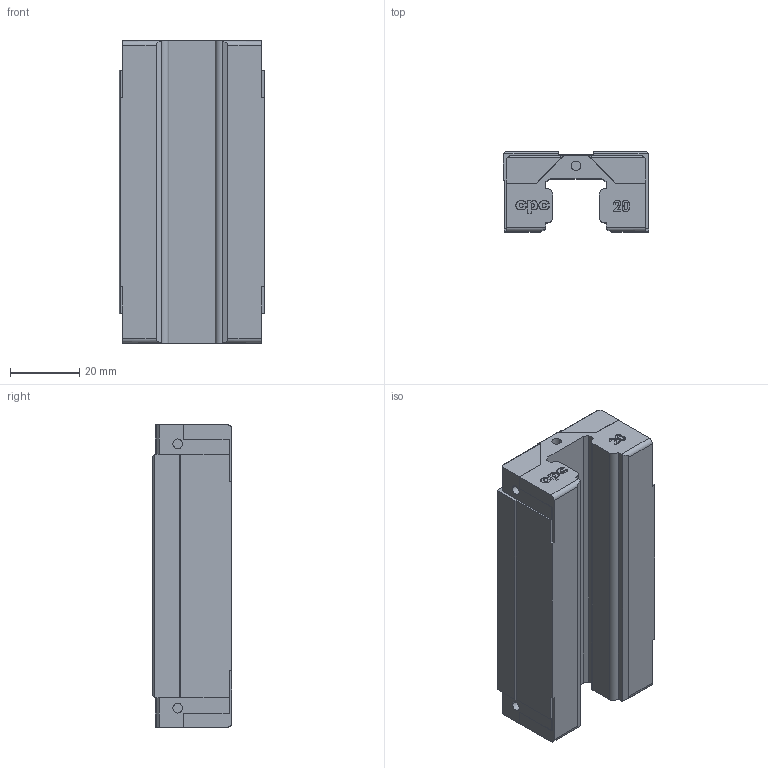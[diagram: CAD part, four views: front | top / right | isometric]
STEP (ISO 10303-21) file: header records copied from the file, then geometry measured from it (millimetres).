
FILE_DESCRIPTION (( 'STEP AP203' ), '1' );
FILE_NAME ('ARC20ML-block-new.STEP', '2013-09-02T06:07:21', ( 'CPC' ), ( '' ), 'SwSTEP 2.0', 'SolidWorks 2010', '' );
FILE_SCHEMA (( 'CONFIG_CONTROL_DESIGN' ));
Length unit declared in the file: millimetre
Products named in the file (1): ARC20ML-block-new
Bounding box: 42 x 23 x 87.2 mm (x, y, z)
Volume: 60960.3 mm3; surface area: 16457.4 mm2
Topology: 1 solids, 1 shells, 290 faces, 770 edges, 504 vertices
Faces by surface type: plane 138, bspline 90, cylinder 46, cone 16
Entity records: 16634 total; most frequent: CARTESIAN_POINT 9950, ORIENTED_EDGE 1524, DIRECTION 1072, EDGE_CURVE 762, VERTEX_POINT 504, LINE 470, VECTOR 470, EDGE_LOOP 320
